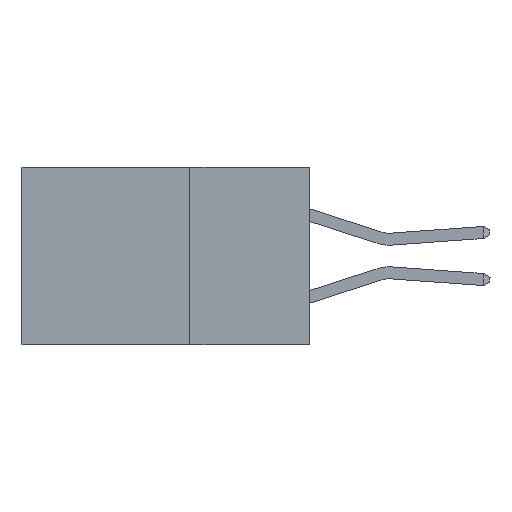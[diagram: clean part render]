
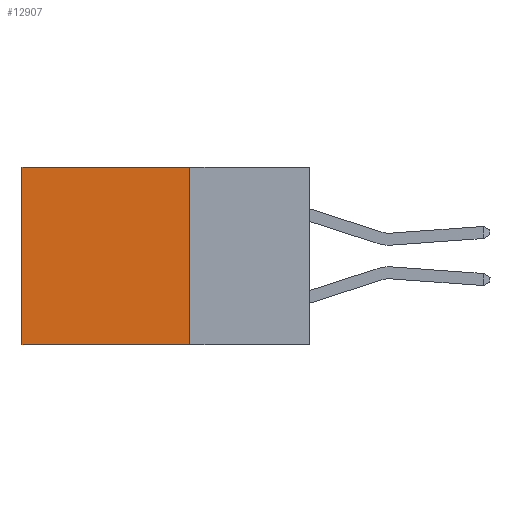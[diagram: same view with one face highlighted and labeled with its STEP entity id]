
A CAD part, left-side view. The second image highlights one B-rep face of the part: STEP entity #12907.
In plain terms, the highlighted planar face has unit normal (-1, 0, 0).
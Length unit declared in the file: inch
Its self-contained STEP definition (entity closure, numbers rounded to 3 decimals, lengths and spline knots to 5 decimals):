
#893 = VECTOR ( 'NONE', #23450, 39.37008 ) ;
#1802 = LINE ( 'NONE', #3851, #893 ) ;
#2096 = ORIENTED_EDGE ( 'NONE', *, *, #4864, .T. ) ;
#2149 = EDGE_CURVE ( 'NONE', #25442, #3453, #3432, .T. ) ;
#2309 = CARTESIAN_POINT ( 'NONE',  ( 0.298, 0.6, 0. ) ) ;
#2670 = EDGE_LOOP ( 'NONE', ( #4857, #19974, #13795, #2096 ) ) ;
#3432 = LINE ( 'NONE', #19324, #24596 ) ;
#3453 = VERTEX_POINT ( 'NONE', #5358 ) ;
#3709 = CARTESIAN_POINT ( 'NONE',  ( 0.298, 0.25, 0. ) ) ;
#3791 = DIRECTION ( 'NONE',  ( 0., 0., -1. ) ) ;
#3851 = CARTESIAN_POINT ( 'NONE',  ( 0.298, 0.25, -0.37 ) ) ;
#4857 = ORIENTED_EDGE ( 'NONE', *, *, #2149, .T. ) ;
#4864 = EDGE_CURVE ( 'NONE', #12283, #25442, #18007, .T. ) ;
#5358 = CARTESIAN_POINT ( 'NONE',  ( 0.298, 0.6, -0.37 ) ) ;
#6319 = CARTESIAN_POINT ( 'NONE',  ( 0.298, 0.25, -0.37 ) ) ;
#7403 = CARTESIAN_POINT ( 'NONE',  ( 0.298, 0.25, 0. ) ) ;
#11176 = DIRECTION ( 'NONE',  ( 0., 1., 0. ) ) ;
#12283 = VERTEX_POINT ( 'NONE', #14417 ) ;
#12293 = PLANE ( 'NONE',  #22244 ) ;
#12789 = VECTOR ( 'NONE', #11176, 39.37008 ) ;
#12907 = ADVANCED_FACE ( 'NONE', ( #24770 ), #12293, .F. ) ;
#13795 = ORIENTED_EDGE ( 'NONE', *, *, #23817, .F. ) ;
#14053 = LINE ( 'NONE', #3709, #23299 ) ;
#14237 = DIRECTION ( 'NONE',  ( 1., 0., 0. ) ) ;
#14417 = CARTESIAN_POINT ( 'NONE',  ( 0.298, 0.25, 0. ) ) ;
#15232 = EDGE_CURVE ( 'NONE', #20682, #3453, #1802, .T. ) ;
#18007 = LINE ( 'NONE', #7403, #12789 ) ;
#19324 = CARTESIAN_POINT ( 'NONE',  ( 0.298, 0.6, 0. ) ) ;
#19974 = ORIENTED_EDGE ( 'NONE', *, *, #15232, .F. ) ;
#20344 = CARTESIAN_POINT ( 'NONE',  ( 0.298, 0.25, 0. ) ) ;
#20682 = VERTEX_POINT ( 'NONE', #6319 ) ;
#21230 = DIRECTION ( 'NONE',  ( 0., 0., -1. ) ) ;
#22244 = AXIS2_PLACEMENT_3D ( 'NONE', #20344, #14237, #22331 ) ;
#22331 = DIRECTION ( 'NONE',  ( 0., 0., -1. ) ) ;
#23299 = VECTOR ( 'NONE', #3791, 39.37008 ) ;
#23450 = DIRECTION ( 'NONE',  ( 0., 1., 0. ) ) ;
#23817 = EDGE_CURVE ( 'NONE', #12283, #20682, #14053, .T. ) ;
#24596 = VECTOR ( 'NONE', #21230, 39.37008 ) ;
#24770 = FACE_OUTER_BOUND ( 'NONE', #2670, .T. ) ;
#25442 = VERTEX_POINT ( 'NONE', #2309 ) ;
